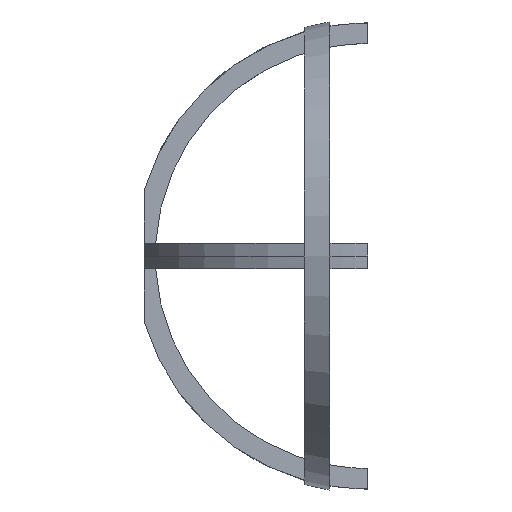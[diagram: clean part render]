
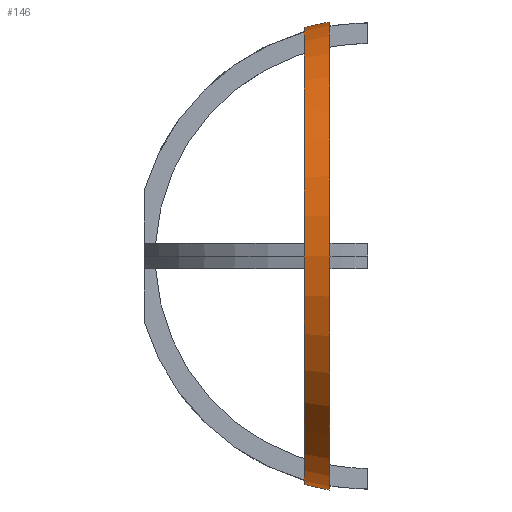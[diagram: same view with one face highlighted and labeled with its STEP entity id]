
A CAD part, left-side view. The second image highlights one B-rep face of the part: STEP entity #146.
In plain terms, the highlighted conical face has half-angle 12.428 degrees and reference radius 53.712 mm.
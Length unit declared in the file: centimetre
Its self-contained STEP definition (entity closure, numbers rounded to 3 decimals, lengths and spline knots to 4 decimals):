
#3 = FACE_OUTER_BOUND ( 'NONE', #1220, .T. ) ;
#130 = DIRECTION ( 'NONE',  ( 0., -0.977, 0.215 ) ) ;
#146 = ADVANCED_FACE ( 'NONE', ( #3 ), #658, .T. ) ;
#214 = CARTESIAN_POINT ( 'NONE',  ( 0., 1.4909, 0. ) ) ;
#222 = CARTESIAN_POINT ( 'NONE',  ( 0., 1.4909, 5.3712 ) ) ;
#294 = LINE ( 'NONE', #1178, #806 ) ;
#320 = DIRECTION ( 'NONE',  ( 0., 0., -1. ) ) ;
#349 = VERTEX_POINT ( 'NONE', #222 ) ;
#370 = CIRCLE ( 'NONE', #456, 5.5004 ) ;
#377 = ORIENTED_EDGE ( 'NONE', *, *, #769, .T. ) ;
#392 = ORIENTED_EDGE ( 'NONE', *, *, #726, .T. ) ;
#456 = AXIS2_PLACEMENT_3D ( 'NONE', #521, #621, #1020 ) ;
#521 = CARTESIAN_POINT ( 'NONE',  ( 0., 0.9049, 0. ) ) ;
#546 = CARTESIAN_POINT ( 'NONE',  ( 0., 0.9049, -5.5004 ) ) ;
#621 = DIRECTION ( 'NONE',  ( 0., -1., 0. ) ) ;
#639 = VECTOR ( 'NONE', #828, 100. ) ;
#646 = DIRECTION ( 'NONE',  ( 0., -1., 0. ) ) ;
#658 = CONICAL_SURFACE ( 'NONE', #825, 5.3712, 0.217 ) ;
#662 = ORIENTED_EDGE ( 'NONE', *, *, #876, .F. ) ;
#694 = VERTEX_POINT ( 'NONE', #1338 ) ;
#701 = EDGE_CURVE ( 'NONE', #763, #805, #370, .T. ) ;
#706 = CARTESIAN_POINT ( 'NONE',  ( 0., 1.4909, -5.3712 ) ) ;
#726 = EDGE_CURVE ( 'NONE', #694, #805, #1030, .T. ) ;
#760 = CIRCLE ( 'NONE', #1269, 5.3712 ) ;
#763 = VERTEX_POINT ( 'NONE', #1026 ) ;
#769 = EDGE_CURVE ( 'NONE', #349, #694, #760, .T. ) ;
#805 = VERTEX_POINT ( 'NONE', #546 ) ;
#806 = VECTOR ( 'NONE', #130, 100. ) ;
#825 = AXIS2_PLACEMENT_3D ( 'NONE', #988, #1003, #1110 ) ;
#828 = DIRECTION ( 'NONE',  ( 0., -0.977, -0.215 ) ) ;
#876 = EDGE_CURVE ( 'NONE', #349, #763, #294, .T. ) ;
#988 = CARTESIAN_POINT ( 'NONE',  ( 0., 1.4909, 0. ) ) ;
#1003 = DIRECTION ( 'NONE',  ( 0., -1., 0. ) ) ;
#1020 = DIRECTION ( 'NONE',  ( 0., 0., -1. ) ) ;
#1026 = CARTESIAN_POINT ( 'NONE',  ( 0., 0.9049, 5.5004 ) ) ;
#1030 = LINE ( 'NONE', #706, #639 ) ;
#1043 = ORIENTED_EDGE ( 'NONE', *, *, #701, .F. ) ;
#1110 = DIRECTION ( 'NONE',  ( 0., 0., -1. ) ) ;
#1178 = CARTESIAN_POINT ( 'NONE',  ( 0., 1.4909, 5.3712 ) ) ;
#1220 = EDGE_LOOP ( 'NONE', ( #662, #377, #392, #1043 ) ) ;
#1269 = AXIS2_PLACEMENT_3D ( 'NONE', #214, #646, #320 ) ;
#1338 = CARTESIAN_POINT ( 'NONE',  ( 0., 1.4909, -5.3712 ) ) ;
